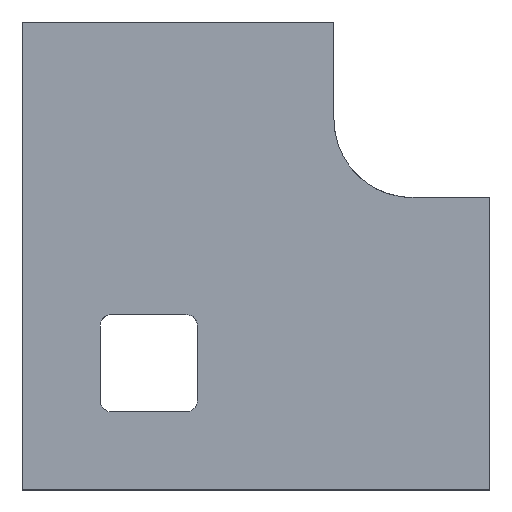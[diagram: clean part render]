
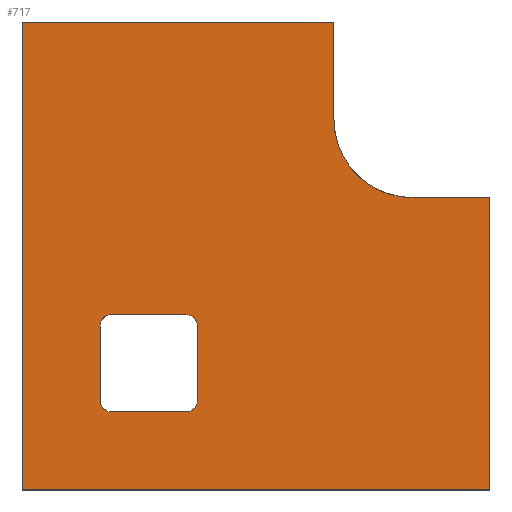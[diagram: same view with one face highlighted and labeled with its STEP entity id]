
A CAD part, top view. The second image highlights one B-rep face of the part: STEP entity #717.
In plain terms, the highlighted free-form (B-spline) face has degree [1, 1] with [2, 2] control points.
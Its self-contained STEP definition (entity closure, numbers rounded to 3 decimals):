
#137=CARTESIAN_POINT('V30',(-23.781,-23.947,
   0.0));
#138=VERTEX_POINT('V30',#137);
#144=CARTESIAN_POINT('V23',(-4.781,-23.947,
   0.0));
#145=VERTEX_POINT('V23',#144);
#146=CARTESIAN_POINT('E45',(-23.781,-23.947,
   0.0));
#147=CARTESIAN_POINT('E45',(-4.781,-23.947,
   0.0));
#148=QUASI_UNIFORM_CURVE('E45',1,(#146,#147),.POLYLINE_FORM.,.F.,.U.
   );
#149=EDGE_CURVE('E45',#138,#145,#148,.T.);
#188=CARTESIAN_POINT('V29',(-26.781,-26.947,
   0.0));
#189=VERTEX_POINT('V29',#188);
#195=CARTESIAN_POINT('E43',(-26.781,-26.947,
   0.0));
#196=CARTESIAN_POINT('E43',(-26.781,-23.947,
   0.0));
#197=CARTESIAN_POINT('E43',(-23.781,-23.947,
   0.0));
#205=(BOUNDED_CURVE()B_SPLINE_CURVE(2,(#195,#196,#197),
   .CIRCULAR_ARC.,.F.,.U.)CURVE()GEOMETRIC_REPRESENTATION_ITEM()
   QUASI_UNIFORM_CURVE()RATIONAL_B_SPLINE_CURVE((1.0,
   0.707,1.0))REPRESENTATION_ITEM('E43'));
#206=EDGE_CURVE('E43',#189,#138,#205,.T.);
#224=CARTESIAN_POINT('V28',(-26.781,-45.947,
   0.0));
#225=VERTEX_POINT('V28',#224);
#231=CARTESIAN_POINT('E41',(-26.781,-45.947,
   0.0));
#232=CARTESIAN_POINT('E41',(-26.781,-26.947,
   0.0));
#233=QUASI_UNIFORM_CURVE('E41',1,(#231,#232),.POLYLINE_FORM.,.F.,.U.
   );
#234=EDGE_CURVE('E41',#225,#189,#233,.T.);
#269=CARTESIAN_POINT('V27',(-23.781,-48.947,
   0.0));
#270=VERTEX_POINT('V27',#269);
#276=CARTESIAN_POINT('E39',(-23.781,-48.947,
   0.0));
#277=CARTESIAN_POINT('E39',(-26.781,-48.947,
   0.0));
#278=CARTESIAN_POINT('E39',(-26.781,-45.947,
   0.0));
#286=(BOUNDED_CURVE()B_SPLINE_CURVE(2,(#276,#277,#278),
   .CIRCULAR_ARC.,.F.,.U.)CURVE()GEOMETRIC_REPRESENTATION_ITEM()
   QUASI_UNIFORM_CURVE()RATIONAL_B_SPLINE_CURVE((1.0,
   0.707,1.0))REPRESENTATION_ITEM('E39'));
#287=EDGE_CURVE('E39',#270,#225,#286,.T.);
#305=CARTESIAN_POINT('V26',(-4.781,-48.947,
   0.0));
#306=VERTEX_POINT('V26',#305);
#312=CARTESIAN_POINT('E37',(-4.781,-48.947,
   0.0));
#313=CARTESIAN_POINT('E37',(-23.781,-48.947,
   0.0));
#314=QUASI_UNIFORM_CURVE('E37',1,(#312,#313),.POLYLINE_FORM.,.F.,.U.
   );
#315=EDGE_CURVE('E37',#306,#270,#314,.T.);
#350=CARTESIAN_POINT('V25',(-1.781,-45.947,
   0.0));
#351=VERTEX_POINT('V25',#350);
#357=CARTESIAN_POINT('E35',(-1.781,-45.947,
   0.0));
#358=CARTESIAN_POINT('E35',(-1.781,-48.947,
   0.0));
#359=CARTESIAN_POINT('E35',(-4.781,-48.947,
   0.0));
#367=(BOUNDED_CURVE()B_SPLINE_CURVE(2,(#357,#358,#359),
   .CIRCULAR_ARC.,.F.,.U.)CURVE()GEOMETRIC_REPRESENTATION_ITEM()
   QUASI_UNIFORM_CURVE()RATIONAL_B_SPLINE_CURVE((1.0,
   0.707,1.0))REPRESENTATION_ITEM('E35'));
#368=EDGE_CURVE('E35',#351,#306,#367,.T.);
#386=CARTESIAN_POINT('V24',(-1.781,-26.947,
   0.0));
#387=VERTEX_POINT('V24',#386);
#393=CARTESIAN_POINT('E33',(-1.781,-26.947,
   0.0));
#394=CARTESIAN_POINT('E33',(-1.781,-45.947,
   0.0));
#395=QUASI_UNIFORM_CURVE('E33',1,(#393,#394),.POLYLINE_FORM.,.F.,.U.
   );
#396=EDGE_CURVE('E33',#387,#351,#395,.T.);
#430=CARTESIAN_POINT('E31',(-4.781,-23.947,
   0.0));
#431=CARTESIAN_POINT('E31',(-1.781,-23.947,
   0.0));
#432=CARTESIAN_POINT('E31',(-1.781,-26.947,
   0.0));
#440=(BOUNDED_CURVE()B_SPLINE_CURVE(2,(#430,#431,#432),
   .CIRCULAR_ARC.,.F.,.U.)CURVE()GEOMETRIC_REPRESENTATION_ITEM()
   QUASI_UNIFORM_CURVE()RATIONAL_B_SPLINE_CURVE((1.0,
   0.707,1.0))REPRESENTATION_ITEM('E31'));
#441=EDGE_CURVE('E31',#145,#387,#440,.T.);
#527=CARTESIAN_POINT('V2',(33.219,51.053,0.0)
   );
#528=VERTEX_POINT('V2',#527);
#529=CARTESIAN_POINT('V5',(-46.781,51.053,
   0.0));
#530=VERTEX_POINT('V5',#529);
#531=CARTESIAN_POINT('E5',(33.219,51.053,0.0)
   );
#532=CARTESIAN_POINT('E5',(-46.781,51.053,
   0.0));
#533=QUASI_UNIFORM_CURVE('E5',1,(#531,#532),.POLYLINE_FORM.,.F.,.U.
   );
#534=EDGE_CURVE('E5',#528,#530,#533,.T.);
#555=CARTESIAN_POINT('V7',(-46.781,-68.947,
   0.0));
#556=VERTEX_POINT('V7',#555);
#557=CARTESIAN_POINT('E8',(-46.781,51.053,
   0.0));
#558=CARTESIAN_POINT('E8',(-46.781,-68.947,
   0.0));
#559=QUASI_UNIFORM_CURVE('E8',1,(#557,#558),.POLYLINE_FORM.,.F.,.U.
   );
#560=EDGE_CURVE('E8',#530,#556,#559,.T.);
#577=CARTESIAN_POINT('V9',(73.219,-68.947,
   0.0));
#578=VERTEX_POINT('V9',#577);
#579=CARTESIAN_POINT('E11',(-46.781,-68.947,
   0.0));
#580=CARTESIAN_POINT('E11',(73.219,-68.947,
   0.0));
#581=QUASI_UNIFORM_CURVE('E11',1,(#579,#580),.POLYLINE_FORM.,.F.,.U.
   );
#582=EDGE_CURVE('E11',#556,#578,#581,.T.);
#599=CARTESIAN_POINT('V11',(73.219,6.053,0.0)
   );
#600=VERTEX_POINT('V11',#599);
#601=CARTESIAN_POINT('E14',(73.219,-68.947,
   0.0));
#602=CARTESIAN_POINT('E14',(73.219,6.053,0.0)
   );
#603=QUASI_UNIFORM_CURVE('E14',1,(#601,#602),.POLYLINE_FORM.,.F.,.U.
   );
#604=EDGE_CURVE('E14',#578,#600,#603,.T.);
#621=CARTESIAN_POINT('V13',(53.219,6.053,0.0)
   );
#622=VERTEX_POINT('V13',#621);
#623=CARTESIAN_POINT('E17',(73.219,6.053,0.0)
   );
#624=CARTESIAN_POINT('E17',(53.219,6.053,0.0)
   );
#625=QUASI_UNIFORM_CURVE('E17',1,(#623,#624),.POLYLINE_FORM.,.F.,.U.
   );
#626=EDGE_CURVE('E17',#600,#622,#625,.T.);
#652=CARTESIAN_POINT('V1',(33.219,26.053,0.0)
   );
#653=VERTEX_POINT('V1',#652);
#654=CARTESIAN_POINT('E20',(33.219,26.053,
   0.0));
#655=CARTESIAN_POINT('E20',(33.219,6.053,0.0)
   );
#656=CARTESIAN_POINT('E20',(53.219,6.053,0.0)
   );
#664=(BOUNDED_CURVE()B_SPLINE_CURVE(2,(#654,#655,#656),
   .CIRCULAR_ARC.,.F.,.U.)CURVE()GEOMETRIC_REPRESENTATION_ITEM()
   QUASI_UNIFORM_CURVE()RATIONAL_B_SPLINE_CURVE((1.0,
   0.707,1.0))REPRESENTATION_ITEM('E20'));
#665=EDGE_CURVE('E20',#653,#622,#664,.T.);
#682=CARTESIAN_POINT('E1',(33.219,26.053,0.0)
   );
#683=CARTESIAN_POINT('E1',(33.219,51.053,0.0)
   );
#684=QUASI_UNIFORM_CURVE('E1',1,(#682,#683),.POLYLINE_FORM.,.F.,.U.
   );
#685=EDGE_CURVE('E1',#653,#528,#684,.T.);
#693=CARTESIAN_POINT('F17',(76.219,-71.947,
   0.0));
#694=CARTESIAN_POINT('F17',(76.219,54.053,
   0.0));
#695=CARTESIAN_POINT('F17',(-49.781,-71.947,
   0.0));
#696=CARTESIAN_POINT('F17',(-49.781,54.053,
   0.0));
#697=QUASI_UNIFORM_SURFACE('F17',1,1,((#693,#695),(#694,#696)),
   .PLANE_SURF.,.F.,.F.,.U.);
#698=ORIENTED_EDGE('E1',*,*,#685,.F.);
#699=ORIENTED_EDGE('E20',*,*,#665,.T.);
#700=ORIENTED_EDGE('E17',*,*,#626,.F.);
#701=ORIENTED_EDGE('E14',*,*,#604,.F.);
#702=ORIENTED_EDGE('E11',*,*,#582,.F.);
#703=ORIENTED_EDGE('E8',*,*,#560,.F.);
#704=ORIENTED_EDGE('E5',*,*,#534,.F.);
#705=EDGE_LOOP('F17',(#698,#699,#700,#701,#702,#703,#704));
#706=FACE_OUTER_BOUND('F17',#705,.F.);
#707=ORIENTED_EDGE('E45',*,*,#149,.F.);
#708=ORIENTED_EDGE('E43',*,*,#206,.F.);
#709=ORIENTED_EDGE('E41',*,*,#234,.F.);
#710=ORIENTED_EDGE('E39',*,*,#287,.F.);
#711=ORIENTED_EDGE('E37',*,*,#315,.F.);
#712=ORIENTED_EDGE('E35',*,*,#368,.F.);
#713=ORIENTED_EDGE('E33',*,*,#396,.F.);
#714=ORIENTED_EDGE('E31',*,*,#441,.F.);
#715=EDGE_LOOP('F17',(#707,#708,#709,#710,#711,#712,#713,#714));
#716=FACE_BOUND('F17',#715,.F.);
#717=ADVANCED_FACE('F17',(#706,#716),#697,.T.);
